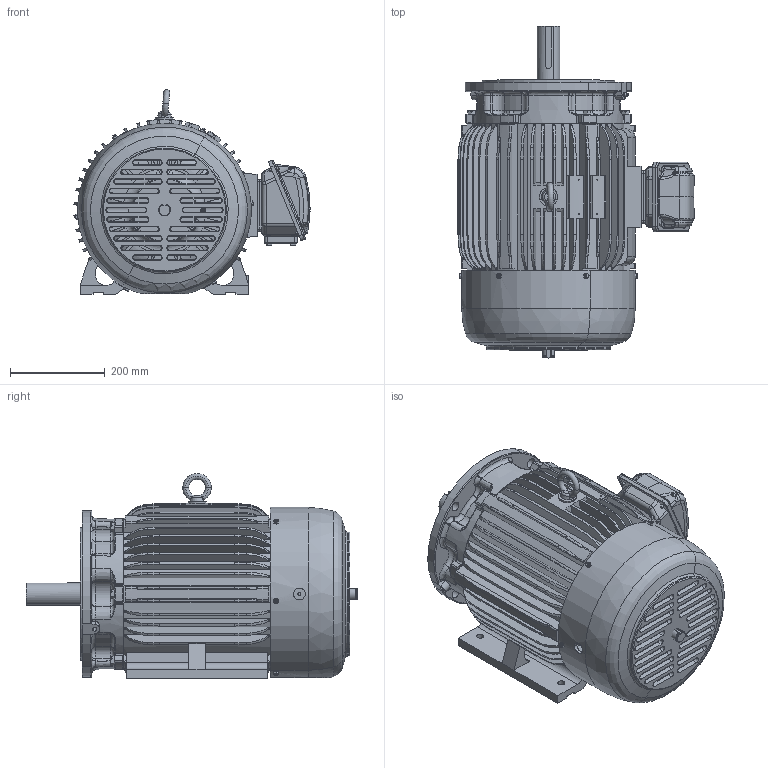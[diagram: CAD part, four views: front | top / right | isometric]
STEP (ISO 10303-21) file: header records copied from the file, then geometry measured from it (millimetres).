
FILE_DESCRIPTION(('CATIA V5 STEP Exchange'),'2;1');
FILE_NAME('284TS-HV-DF_AllCATPart.stp','2012-08-24T07:43:27+00:00',('none'),('none'),'CATIA Version 5 Release 19 SP 9 (IN-10)','CATIA V5 STEP AP203','none');
FILE_SCHEMA(('CONFIG_CONTROL_DESIGN'));
Length unit declared in the file: millimetre
Products named in the file (1): 284TS-HV-DF_AllCATPart
Bounding box: 497.32 x 699.2 x 431.57 mm (x, y, z)
Volume: 15589940.1 mm3; surface area: 3092579.3 mm2
Topology: 48 solids, 48 shells, 3739 faces, 9883 edges, 6272 vertices
Faces by surface type: plane 1295, cylinder 894, torus 621, cone 479, bspline 385, sphere 53, revolution 8, extrusion 4
Entity records: 143111 total; most frequent: CARTESIAN_POINT 63408, ORIENTED_EDGE 19576, DIRECTION 10910, EDGE_CURVE 9788, VERTEX_POINT 6272, AXIS2_PLACEMENT_3D 5504, EDGE_LOOP 4084, ADVANCED_FACE 3739
